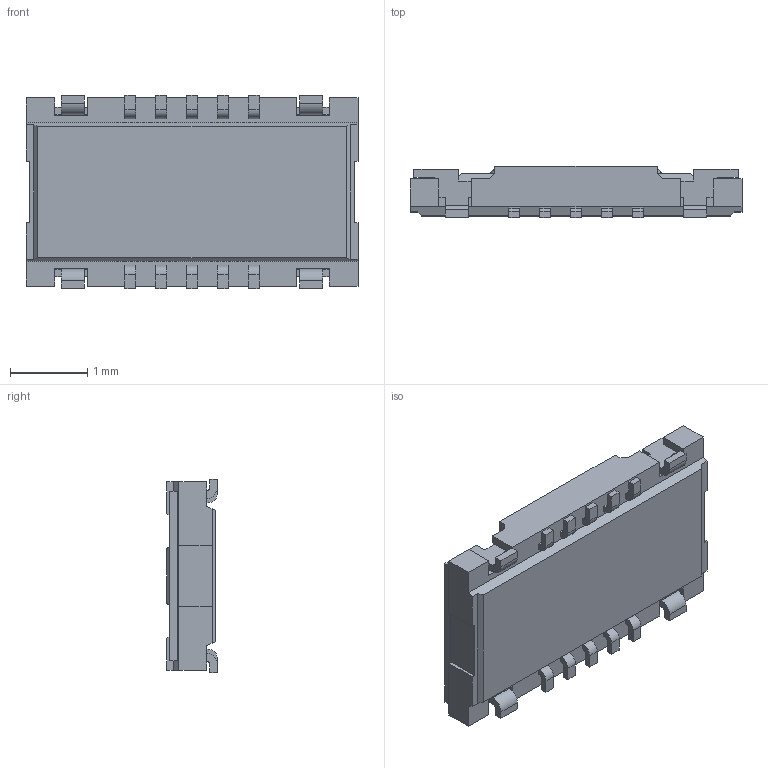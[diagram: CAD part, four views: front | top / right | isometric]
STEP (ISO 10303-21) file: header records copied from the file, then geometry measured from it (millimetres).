
FILE_DESCRIPTION((''),'2;1');
FILE_NAME('5055501020','2018-12-20T',('gga'),(''),'PRO/ENGINEER BY PARAMETRIC TECHNOLOGY CORPORATION, 2016010','PRO/ENGINEER BY PARAMETRIC TECHNOLOGY CORPORATION, 2016010','');
FILE_SCHEMA(('CONFIG_CONTROL_DESIGN'));
Length unit declared in the file: millimetre
Products named in the file (1): 5055501020
Bounding box: 4.3 x 0.66 x 2.5 mm (x, y, z)
Volume: 4 mm3; surface area: 44.6 mm2
Topology: 1 solids, 1 shells, 493 faces, 1488 edges, 1000 vertices
Faces by surface type: plane 391, cylinder 94, cone 4, torus 4
Entity records: 16555 total; most frequent: CARTESIAN_POINT 2974, ORIENTED_EDGE 2864, DIRECTION 2660, EDGE_CURVE 1432, VECTOR 1288, LINE 1288, VERTEX_POINT 944, AXIS2_PLACEMENT_3D 686
